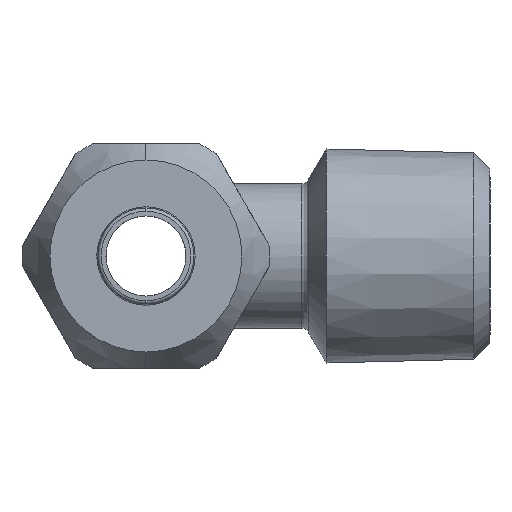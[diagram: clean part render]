
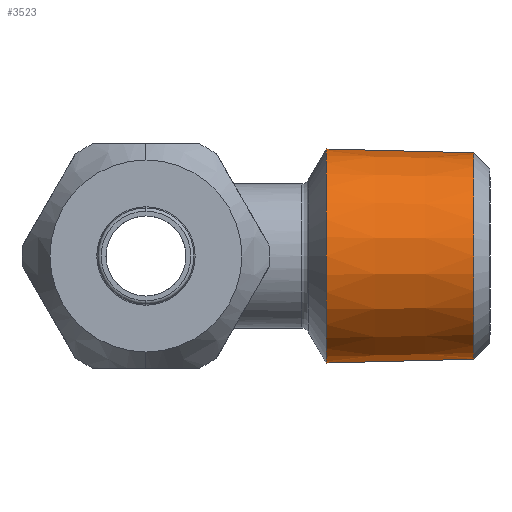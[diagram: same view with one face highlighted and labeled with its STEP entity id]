
A CAD part, left-side view. The second image highlights one B-rep face of the part: STEP entity #3523.
In plain terms, the highlighted conical face has half-angle 1.47 degrees and reference radius 6.707 mm.
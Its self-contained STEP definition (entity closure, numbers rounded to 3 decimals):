
#88 = DIRECTION ( 'NONE',  ( 0., 0., 1. ) ) ;
#89 = DIRECTION ( 'NONE',  ( 0., 1., 0. ) ) ;
#90 = CARTESIAN_POINT ( 'NONE',  ( 0., -10.5, 0. ) ) ;
#94 = CARTESIAN_POINT ( 'NONE',  ( 0., -20.5, 6.45 ) ) ;
#182 = DIRECTION ( 'NONE',  ( 0., 0., -1. ) ) ;
#183 = DIRECTION ( 'NONE',  ( 0., -1., 0. ) ) ;
#184 = CARTESIAN_POINT ( 'NONE',  ( 0., -20.5, 0. ) ) ;
#396 = DIRECTION ( 'NONE',  ( 0., 0., 1. ) ) ;
#397 = DIRECTION ( 'NONE',  ( 0., -1., 0. ) ) ;
#399 = CARTESIAN_POINT ( 'NONE',  ( 0., -11.263, 0. ) ) ;
#660 = DIRECTION ( 'NONE',  ( 0., 1., -0.026 ) ) ;
#661 = CARTESIAN_POINT ( 'NONE',  ( 0., -10.5, -6.707 ) ) ;
#778 = CARTESIAN_POINT ( 'NONE',  ( 0., -20.5, -6.45 ) ) ;
#866 = CARTESIAN_POINT ( 'NONE',  ( 0., -11.263, -6.687 ) ) ;
#908 = DIRECTION ( 'NONE',  ( 0., 1., 0.026 ) ) ;
#909 = CARTESIAN_POINT ( 'NONE',  ( 0., -10.5, 6.707 ) ) ;
#1075 = LINE ( 'NONE', #661, #3153 ) ;
#1104 = LINE ( 'NONE', #909, #3238 ) ;
#1108 = ORIENTED_EDGE ( 'NONE', *, *, #2279, .T. ) ;
#1220 = VERTEX_POINT ( 'NONE', #3296 ) ;
#1360 = VERTEX_POINT ( 'NONE', #94 ) ;
#1386 = VERTEX_POINT ( 'NONE', #866 ) ;
#1400 = VERTEX_POINT ( 'NONE', #778 ) ;
#1692 = EDGE_LOOP ( 'NONE', ( #1767, #1820, #1108, #1765 ) ) ;
#1765 = ORIENTED_EDGE ( 'NONE', *, *, #3109, .T. ) ;
#1767 = ORIENTED_EDGE ( 'NONE', *, *, #2330, .F. ) ;
#1820 = ORIENTED_EDGE ( 'NONE', *, *, #3507, .F. ) ;
#1942 = CIRCLE ( 'NONE', #1954, 6.45 ) ;
#1954 = AXIS2_PLACEMENT_3D ( 'NONE', #184, #183, #182 ) ;
#1975 = AXIS2_PLACEMENT_3D ( 'NONE', #90, #89, #88 ) ;
#1978 = CONICAL_SURFACE ( 'NONE', #1975, 6.707, 0.026 ) ;
#2279 = EDGE_CURVE ( 'NONE', #1360, #1220, #1104, .T. ) ;
#2330 = EDGE_CURVE ( 'NONE', #1400, #1386, #1075, .T. ) ;
#3070 = AXIS2_PLACEMENT_3D ( 'NONE', #399, #397, #396 ) ;
#3078 = CIRCLE ( 'NONE', #3070, 6.687 ) ;
#3109 = EDGE_CURVE ( 'NONE', #1220, #1386, #3078, .T. ) ;
#3153 = VECTOR ( 'NONE', #660, 1000. ) ;
#3238 = VECTOR ( 'NONE', #908, 1000. ) ;
#3296 = CARTESIAN_POINT ( 'NONE',  ( 0., -11.263, 6.687 ) ) ;
#3405 = FACE_OUTER_BOUND ( 'NONE', #1692, .T. ) ;
#3507 = EDGE_CURVE ( 'NONE', #1360, #1400, #1942, .T. ) ;
#3523 = ADVANCED_FACE ( 'NONE', ( #3405 ), #1978, .T. ) ;
